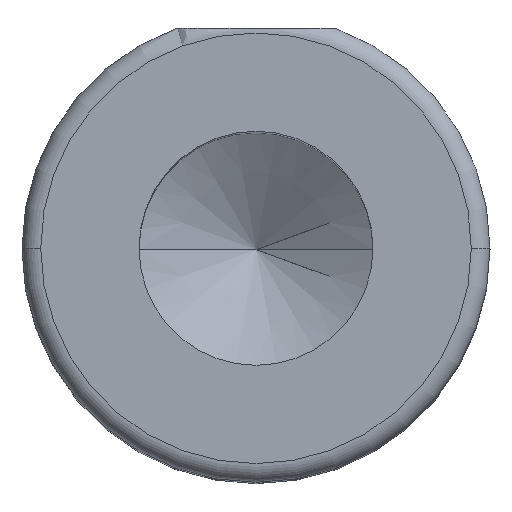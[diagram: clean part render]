
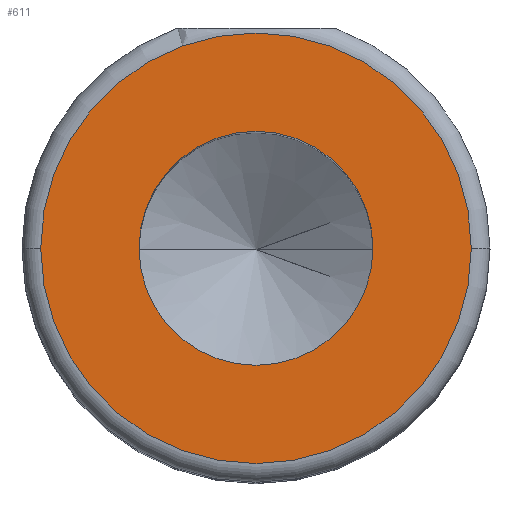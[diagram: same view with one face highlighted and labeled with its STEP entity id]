
A CAD part, top view. The second image highlights one B-rep face of the part: STEP entity #611.
In plain terms, the highlighted planar face has unit normal (0, 0, 1).
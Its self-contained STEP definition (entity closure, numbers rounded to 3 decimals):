
#43 = DIRECTION ( 'NONE',  ( 1., 0., 0. ) ) ;
#103 = EDGE_CURVE ( 'NONE', #1196, #561, #191, .T. ) ;
#116 = CARTESIAN_POINT ( 'NONE',  ( 0., 0., 5. ) ) ;
#125 = PLANE ( 'NONE',  #369 ) ;
#146 = EDGE_CURVE ( 'NONE', #508, #334, #540, .T. ) ;
#152 = EDGE_LOOP ( 'NONE', ( #964, #1007 ) ) ;
#157 = FACE_OUTER_BOUND ( 'NONE', #1021, .T. ) ;
#180 = CARTESIAN_POINT ( 'NONE',  ( 0., 0., 5. ) ) ;
#191 = CIRCLE ( 'NONE', #492, 2.3 ) ;
#213 = ORIENTED_EDGE ( 'NONE', *, *, #103, .T. ) ;
#219 = DIRECTION ( 'NONE',  ( 1., 0., 0. ) ) ;
#279 = DIRECTION ( 'NONE',  ( 1., 0., 0. ) ) ;
#319 = DIRECTION ( 'NONE',  ( 1., 0., 0. ) ) ;
#334 = VERTEX_POINT ( 'NONE', #1173 ) ;
#369 = AXIS2_PLACEMENT_3D ( 'NONE', #116, #773, #219 ) ;
#393 = CARTESIAN_POINT ( 'NONE',  ( -1.25, 0., 5. ) ) ;
#492 = AXIS2_PLACEMENT_3D ( 'NONE', #684, #878, #319 ) ;
#508 = VERTEX_POINT ( 'NONE', #393 ) ;
#540 = CIRCLE ( 'NONE', #936, 1.25 ) ;
#548 = CARTESIAN_POINT ( 'NONE',  ( 0., 0., 5. ) ) ;
#561 = VERTEX_POINT ( 'NONE', #573 ) ;
#573 = CARTESIAN_POINT ( 'NONE',  ( -2.3, 0., 5. ) ) ;
#590 = DIRECTION ( 'NONE',  ( 0., 0., 1. ) ) ;
#611 = ADVANCED_FACE ( 'NONE', ( #939, #157 ), #125, .T. ) ;
#631 = DIRECTION ( 'NONE',  ( 1., 0., 0. ) ) ;
#652 = AXIS2_PLACEMENT_3D ( 'NONE', #548, #1232, #631 ) ;
#684 = CARTESIAN_POINT ( 'NONE',  ( 0., 0., 5. ) ) ;
#750 = CARTESIAN_POINT ( 'NONE',  ( 2.3, 0., 5. ) ) ;
#773 = DIRECTION ( 'NONE',  ( 0., 0., 1. ) ) ;
#795 = AXIS2_PLACEMENT_3D ( 'NONE', #180, #837, #279 ) ;
#837 = DIRECTION ( 'NONE',  ( 0., 0., 1. ) ) ;
#878 = DIRECTION ( 'NONE',  ( 0., 0., 1. ) ) ;
#894 = CIRCLE ( 'NONE', #795, 2.3 ) ;
#936 = AXIS2_PLACEMENT_3D ( 'NONE', #1176, #590, #43 ) ;
#939 = FACE_BOUND ( 'NONE', #152, .T. ) ;
#964 = ORIENTED_EDGE ( 'NONE', *, *, #1081, .F. ) ;
#1007 = ORIENTED_EDGE ( 'NONE', *, *, #146, .F. ) ;
#1021 = EDGE_LOOP ( 'NONE', ( #213, #1060 ) ) ;
#1060 = ORIENTED_EDGE ( 'NONE', *, *, #1086, .T. ) ;
#1081 = EDGE_CURVE ( 'NONE', #334, #508, #1153, .T. ) ;
#1086 = EDGE_CURVE ( 'NONE', #561, #1196, #894, .T. ) ;
#1153 = CIRCLE ( 'NONE', #652, 1.25 ) ;
#1173 = CARTESIAN_POINT ( 'NONE',  ( 1.25, 0., 5. ) ) ;
#1176 = CARTESIAN_POINT ( 'NONE',  ( 0., 0., 5. ) ) ;
#1196 = VERTEX_POINT ( 'NONE', #750 ) ;
#1232 = DIRECTION ( 'NONE',  ( 0., 0., 1. ) ) ;
